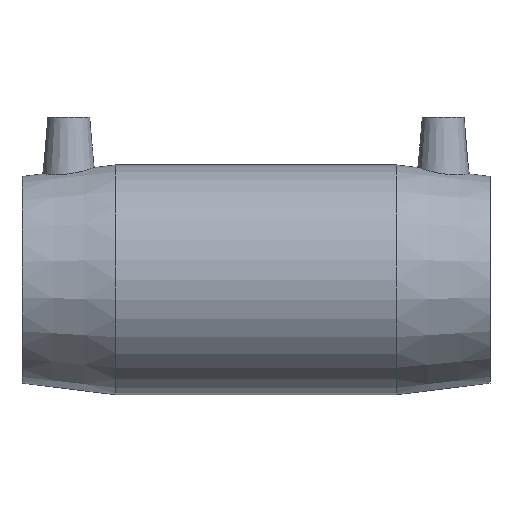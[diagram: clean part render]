
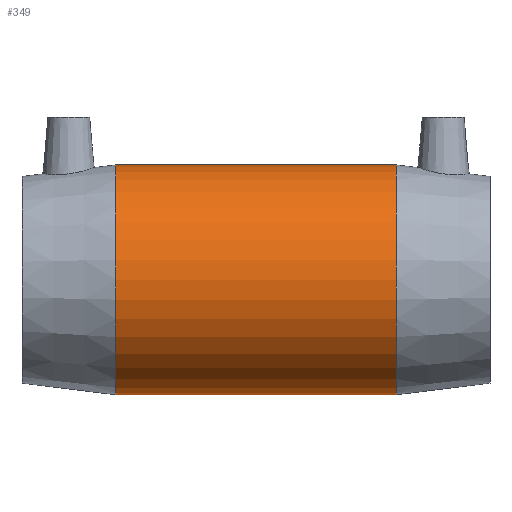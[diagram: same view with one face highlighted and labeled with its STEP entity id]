
A CAD part, top view. The second image highlights one B-rep face of the part: STEP entity #349.
In plain terms, the highlighted cylindrical face has radius 41 mm (diameter 82 mm), a full revolution.
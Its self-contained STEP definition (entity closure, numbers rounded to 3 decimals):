
#47=FACE_BOUND('',#155,.T.);
#48=FACE_BOUND('',#156,.T.);
#79=CIRCLE('',#395,41.);
#80=CIRCLE('',#396,41.);
#110=FACE_OUTER_BOUND('',#154,.T.);
#154=EDGE_LOOP('',(#286));
#155=EDGE_LOOP('',(#287));
#156=EDGE_LOOP('',(#288));
#191=B_SPLINE_CURVE_WITH_KNOTS('',3,(#621,#622,#623,#624,#625,#626,#627,
#628,#629,#630,#631,#632,#633,#634,#635,#636,#637,#638,#639,#640,#641,#642,
#643,#644,#645,#646,#647,#648,#649,#650,#651,#652,#653,#654,#655,#656,#657,
#658,#659,#660,#661,#662,#663,#664,#665,#666,#667,#668,#669,#670,#671,#672,
#673,#674,#675,#676,#677,#678,#679,#680,#681,#682,#683,#684,#685,#686),
 .UNSPECIFIED.,.T.,.F.,(4,2,2,2,2,2,2,2,2,2,2,2,2,2,2,2,2,2,2,2,2,2,2,2,
2,2,2,2,2,2,2,2,4),(0.,0.488,0.976,1.464,
1.952,2.437,2.922,3.406,3.891,
4.376,4.86,5.345,5.83,6.318,
6.806,7.294,7.782,8.27,8.758,
9.246,9.734,10.219,10.704,11.188,
11.673,12.158,12.642,13.127,13.612,
14.1,14.588,15.076,15.564),
 .UNSPECIFIED.);
#197=VERTEX_POINT('',#620);
#210=VERTEX_POINT('',#791);
#211=VERTEX_POINT('',#793);
#229=EDGE_CURVE('',#197,#197,#191,.T.);
#242=EDGE_CURVE('',#210,#210,#79,.T.);
#243=EDGE_CURVE('',#211,#211,#80,.T.);
#286=ORIENTED_EDGE('',*,*,#242,.F.);
#287=ORIENTED_EDGE('',*,*,#229,.T.);
#288=ORIENTED_EDGE('',*,*,#243,.T.);
#328=CYLINDRICAL_SURFACE('',#394,41.);
#349=ADVANCED_FACE('',(#110,#47,#48),#328,.T.);
#394=AXIS2_PLACEMENT_3D('',#790,#482,#483);
#395=AXIS2_PLACEMENT_3D('',#792,#484,#485);
#396=AXIS2_PLACEMENT_3D('',#794,#486,#487);
#482=DIRECTION('center_axis',(1.,0.,0.));
#483=DIRECTION('ref_axis',(0.,1.,0.));
#484=DIRECTION('center_axis',(1.,0.,0.));
#485=DIRECTION('ref_axis',(0.,0.,-1.));
#486=DIRECTION('center_axis',(1.,0.,0.));
#487=DIRECTION('ref_axis',(0.,0.,-1.));
#620=CARTESIAN_POINT('',(0.,-25.,-32.496));
#621=CARTESIAN_POINT('Ctrl Pts',(0.,-25.,-32.496));
#622=CARTESIAN_POINT('Ctrl Pts',(1.627,-25.,-32.496));
#623=CARTESIAN_POINT('Ctrl Pts',(3.287,-24.839,-32.622));
#624=CARTESIAN_POINT('Ctrl Pts',(6.554,-24.183,-33.111));
#625=CARTESIAN_POINT('Ctrl Pts',(8.161,-23.689,-33.473));
#626=CARTESIAN_POINT('Ctrl Pts',(11.219,-22.403,-34.347));
#627=CARTESIAN_POINT('Ctrl Pts',(12.674,-21.61,-34.858));
#628=CARTESIAN_POINT('Ctrl Pts',(15.358,-19.793,-35.921));
#629=CARTESIAN_POINT('Ctrl Pts',(16.588,-18.768,-36.472));
#630=CARTESIAN_POINT('Ctrl Pts',(18.76,-16.595,-37.51));
#631=CARTESIAN_POINT('Ctrl Pts',(19.784,-15.37,-38.037));
#632=CARTESIAN_POINT('Ctrl Pts',(21.604,-12.684,-39.015));
#633=CARTESIAN_POINT('Ctrl Pts',(22.4,-11.224,-39.465));
#634=CARTESIAN_POINT('Ctrl Pts',(23.691,-8.155,-40.212));
#635=CARTESIAN_POINT('Ctrl Pts',(24.186,-6.543,-40.508));
#636=CARTESIAN_POINT('Ctrl Pts',(24.841,-3.273,-40.902));
#637=CARTESIAN_POINT('Ctrl Pts',(25.,-1.616,-41.));
#638=CARTESIAN_POINT('Ctrl Pts',(25.,1.616,-41.));
#639=CARTESIAN_POINT('Ctrl Pts',(24.841,3.273,-40.902));
#640=CARTESIAN_POINT('Ctrl Pts',(24.186,6.543,-40.508));
#641=CARTESIAN_POINT('Ctrl Pts',(23.691,8.155,-40.212));
#642=CARTESIAN_POINT('Ctrl Pts',(22.4,11.224,-39.465));
#643=CARTESIAN_POINT('Ctrl Pts',(21.604,12.684,-39.015));
#644=CARTESIAN_POINT('Ctrl Pts',(19.784,15.37,-38.037));
#645=CARTESIAN_POINT('Ctrl Pts',(18.76,16.595,-37.51));
#646=CARTESIAN_POINT('Ctrl Pts',(16.588,18.768,-36.472));
#647=CARTESIAN_POINT('Ctrl Pts',(15.358,19.793,-35.921));
#648=CARTESIAN_POINT('Ctrl Pts',(12.674,21.61,-34.858));
#649=CARTESIAN_POINT('Ctrl Pts',(11.219,22.403,-34.347));
#650=CARTESIAN_POINT('Ctrl Pts',(8.161,23.689,-33.473));
#651=CARTESIAN_POINT('Ctrl Pts',(6.554,24.183,-33.111));
#652=CARTESIAN_POINT('Ctrl Pts',(3.287,24.839,-32.622));
#653=CARTESIAN_POINT('Ctrl Pts',(1.627,25.,-32.496));
#654=CARTESIAN_POINT('Ctrl Pts',(-1.627,25.,-32.496));
#655=CARTESIAN_POINT('Ctrl Pts',(-3.287,24.839,-32.622));
#656=CARTESIAN_POINT('Ctrl Pts',(-6.554,24.183,-33.111));
#657=CARTESIAN_POINT('Ctrl Pts',(-8.161,23.689,-33.473));
#658=CARTESIAN_POINT('Ctrl Pts',(-11.219,22.403,-34.347));
#659=CARTESIAN_POINT('Ctrl Pts',(-12.674,21.61,-34.858));
#660=CARTESIAN_POINT('Ctrl Pts',(-15.358,19.793,-35.921));
#661=CARTESIAN_POINT('Ctrl Pts',(-16.588,18.768,-36.472));
#662=CARTESIAN_POINT('Ctrl Pts',(-18.76,16.595,-37.51));
#663=CARTESIAN_POINT('Ctrl Pts',(-19.784,15.37,-38.037));
#664=CARTESIAN_POINT('Ctrl Pts',(-21.604,12.684,-39.015));
#665=CARTESIAN_POINT('Ctrl Pts',(-22.4,11.224,-39.465));
#666=CARTESIAN_POINT('Ctrl Pts',(-23.691,8.155,-40.212));
#667=CARTESIAN_POINT('Ctrl Pts',(-24.186,6.543,-40.508));
#668=CARTESIAN_POINT('Ctrl Pts',(-24.841,3.273,-40.902));
#669=CARTESIAN_POINT('Ctrl Pts',(-25.,1.616,-41.));
#670=CARTESIAN_POINT('Ctrl Pts',(-25.,-1.616,-41.));
#671=CARTESIAN_POINT('Ctrl Pts',(-24.841,-3.273,-40.902));
#672=CARTESIAN_POINT('Ctrl Pts',(-24.186,-6.543,-40.508));
#673=CARTESIAN_POINT('Ctrl Pts',(-23.691,-8.155,-40.212));
#674=CARTESIAN_POINT('Ctrl Pts',(-22.4,-11.224,-39.465));
#675=CARTESIAN_POINT('Ctrl Pts',(-21.604,-12.684,-39.015));
#676=CARTESIAN_POINT('Ctrl Pts',(-19.784,-15.37,-38.037));
#677=CARTESIAN_POINT('Ctrl Pts',(-18.76,-16.595,-37.51));
#678=CARTESIAN_POINT('Ctrl Pts',(-16.588,-18.768,-36.472));
#679=CARTESIAN_POINT('Ctrl Pts',(-15.358,-19.793,-35.921));
#680=CARTESIAN_POINT('Ctrl Pts',(-12.674,-21.61,-34.858));
#681=CARTESIAN_POINT('Ctrl Pts',(-11.219,-22.403,-34.347));
#682=CARTESIAN_POINT('Ctrl Pts',(-8.161,-23.689,-33.473));
#683=CARTESIAN_POINT('Ctrl Pts',(-6.554,-24.183,-33.111));
#684=CARTESIAN_POINT('Ctrl Pts',(-3.287,-24.839,-32.622));
#685=CARTESIAN_POINT('Ctrl Pts',(-1.627,-25.,-32.496));
#686=CARTESIAN_POINT('Ctrl Pts',(0.,-25.,-32.496));
#790=CARTESIAN_POINT('Origin',(0.,0.,0.));
#791=CARTESIAN_POINT('',(50.1,41.,0.));
#792=CARTESIAN_POINT('Origin',(50.1,0.,0.));
#793=CARTESIAN_POINT('',(-50.1,41.,0.));
#794=CARTESIAN_POINT('Origin',(-50.1,0.,0.));
